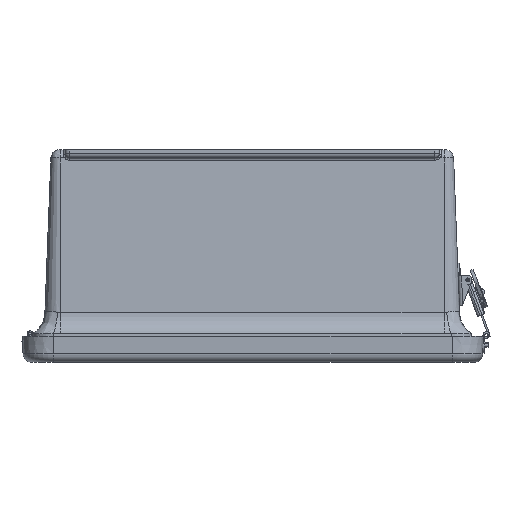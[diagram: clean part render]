
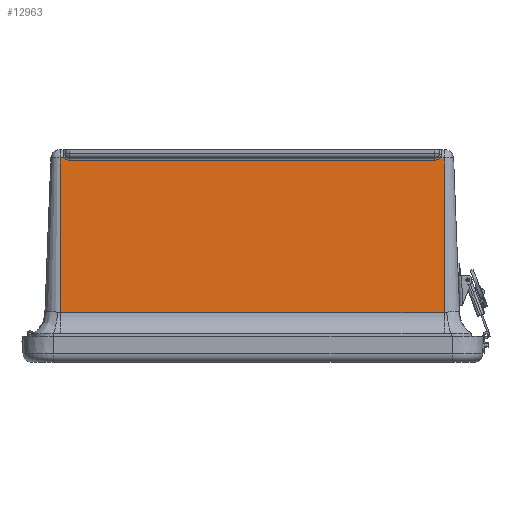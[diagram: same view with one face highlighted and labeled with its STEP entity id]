
A CAD part, left-side view. The second image highlights one B-rep face of the part: STEP entity #12963.
In plain terms, the highlighted planar face has unit normal (-0.999, 0, 0.038).
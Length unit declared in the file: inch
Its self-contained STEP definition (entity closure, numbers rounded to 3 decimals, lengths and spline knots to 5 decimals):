
#364=ELLIPSE('',#14028,0.18814,0.188);
#366=ELLIPSE('',#14035,0.18814,0.188);
#452=LINE('',#19588,#1512);
#481=LINE('',#20063,#1541);
#485=LINE('',#20161,#1545);
#486=LINE('',#20165,#1546);
#487=LINE('',#20166,#1547);
#488=LINE('',#20167,#1548);
#1512=VECTOR('',#15507,0.75);
#1541=VECTOR('',#15662,0.3937);
#1545=VECTOR('',#15690,0.3937);
#1546=VECTOR('',#15695,0.3937);
#1547=VECTOR('',#15696,0.3937);
#1548=VECTOR('',#15697,0.3937);
#2566=PLANE('',#14040);
#3319=FACE_OUTER_BOUND('',#4086,.T.);
#4086=EDGE_LOOP('',(#9125,#9126,#9127,#9128,#9129,#9130,#9131,#9132));
#5840=VERTEX_POINT('',#19585);
#5841=VERTEX_POINT('',#19587);
#5893=VERTEX_POINT('',#20051);
#5895=VERTEX_POINT('',#20060);
#5896=VERTEX_POINT('',#20062);
#5898=VERTEX_POINT('',#20114);
#5903=VERTEX_POINT('',#20160);
#5904=VERTEX_POINT('',#20164);
#7123=EDGE_CURVE('',#5840,#5841,#452,.T.);
#7204=EDGE_CURVE('',#5895,#5896,#481,.T.);
#7207=EDGE_CURVE('',#5896,#5893,#364,.T.);
#7215=EDGE_CURVE('',#5898,#5895,#366,.T.);
#7219=EDGE_CURVE('',#5893,#5903,#485,.T.);
#7221=EDGE_CURVE('',#5904,#5898,#486,.T.);
#7222=EDGE_CURVE('',#5841,#5904,#487,.T.);
#7223=EDGE_CURVE('',#5840,#5903,#488,.T.);
#9125=ORIENTED_EDGE('',*,*,#7207,.F.);
#9126=ORIENTED_EDGE('',*,*,#7204,.F.);
#9127=ORIENTED_EDGE('',*,*,#7215,.F.);
#9128=ORIENTED_EDGE('',*,*,#7221,.F.);
#9129=ORIENTED_EDGE('',*,*,#7222,.F.);
#9130=ORIENTED_EDGE('',*,*,#7123,.F.);
#9131=ORIENTED_EDGE('',*,*,#7223,.T.);
#9132=ORIENTED_EDGE('',*,*,#7219,.F.);
#12963=ADVANCED_FACE('',(#3319),#2566,.T.);
#14028=AXIS2_PLACEMENT_3D('',#20087,#15666,#15667);
#14035=AXIS2_PLACEMENT_3D('',#20153,#15680,#15681);
#14040=AXIS2_PLACEMENT_3D('',#20163,#15693,#15694);
#15507=DIRECTION('',(0.,1.,0.));
#15662=DIRECTION('',(0.,-1.,0.));
#15666=DIRECTION('center_axis',(-0.999,0.,0.039));
#15667=DIRECTION('ref_axis',(-0.039,0.,
-0.999));
#15680=DIRECTION('center_axis',(-0.999,0.,0.039));
#15681=DIRECTION('ref_axis',(-0.039,0.,-0.999));
#15690=DIRECTION('',(0.,-1.,0.));
#15693=DIRECTION('center_axis',(-0.999,0.,0.039));
#15694=DIRECTION('ref_axis',(0.,-1.,0.));
#15695=DIRECTION('',(0.,-1.,0.));
#15696=DIRECTION('',(0.039,0.,0.999));
#15697=DIRECTION('',(0.039,0.,0.999));
#19585=CARTESIAN_POINT('',(-7.06193,-5.6094,1.23309));
#19587=CARTESIAN_POINT('',(-7.06193,5.6094,1.23309));
#19588=CARTESIAN_POINT('',(-7.06193,-5.81474,1.23309));
#20051=CARTESIAN_POINT('',(-6.88734,-5.4863,5.75964));
#20060=CARTESIAN_POINT('',(-6.88987,5.34375,5.69421));
#20062=CARTESIAN_POINT('',(-6.88987,-5.34375,5.69421));
#20063=CARTESIAN_POINT('',(-6.88987,-2.8047,5.69421));
#20087=CARTESIAN_POINT('Origin',(-6.88262,-5.34375,5.88221));
#20114=CARTESIAN_POINT('',(-6.88734,5.4863,5.75964));
#20153=CARTESIAN_POINT('Origin',(-6.88262,5.34375,5.88221));
#20160=CARTESIAN_POINT('',(-6.88734,-5.6094,5.75964));
#20161=CARTESIAN_POINT('',(-6.88734,-2.8047,5.75964));
#20163=CARTESIAN_POINT('Origin',(-7.10931,-5.6094,0.00482));
#20164=CARTESIAN_POINT('',(-6.88734,5.6094,5.75964));
#20165=CARTESIAN_POINT('',(-6.88734,-2.8047,5.75964));
#20166=CARTESIAN_POINT('',(-7.10931,5.6094,0.00482));
#20167=CARTESIAN_POINT('',(-7.10931,-5.6094,0.00482));
